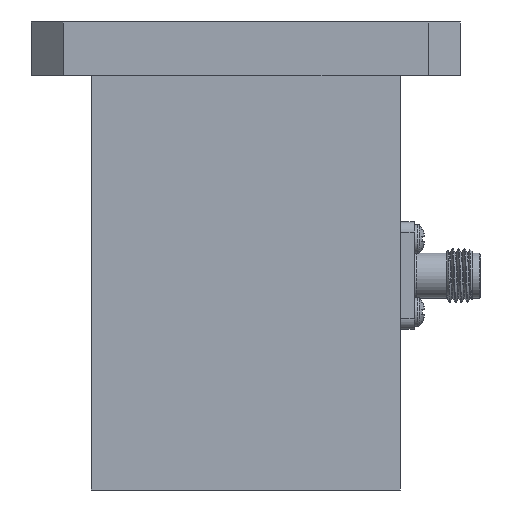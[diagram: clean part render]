
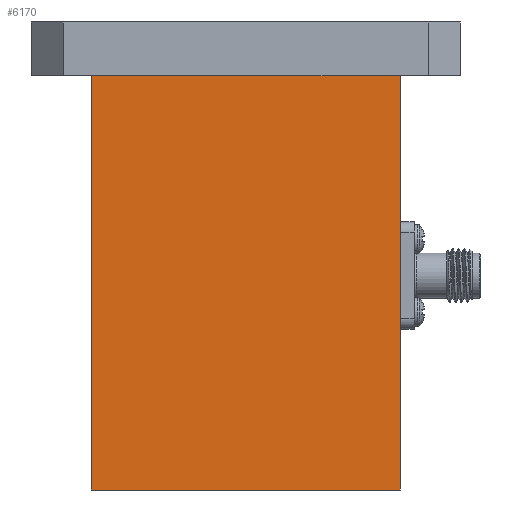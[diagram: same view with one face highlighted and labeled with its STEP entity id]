
A CAD part, left-side view. The second image highlights one B-rep face of the part: STEP entity #6170.
In plain terms, the highlighted planar face has unit normal (-1, 0, 0).
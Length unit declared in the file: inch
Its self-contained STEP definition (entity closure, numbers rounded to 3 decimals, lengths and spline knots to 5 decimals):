
#312 = ORIENTED_EDGE ( 'NONE', *, *, #11376, .T. ) ;
#327 = EDGE_CURVE ( 'NONE', #2155, #11799, #5485, .T. ) ;
#521 = VECTOR ( 'NONE', #3517, 39.37008 ) ;
#1340 = DIRECTION ( 'NONE',  ( 0., 1., 0. ) ) ;
#1613 = AXIS2_PLACEMENT_3D ( 'NONE', #9928, #7122, #6219 ) ;
#1818 = LINE ( 'NONE', #10753, #9797 ) ;
#1939 = FACE_OUTER_BOUND ( 'NONE', #7025, .T. ) ;
#2155 = VERTEX_POINT ( 'NONE', #5044 ) ;
#3064 = CARTESIAN_POINT ( 'NONE',  ( -1.292, -0.71996, -0.25 ) ) ;
#3438 = VECTOR ( 'NONE', #1340, 39.37008 ) ;
#3517 = DIRECTION ( 'NONE',  ( 0., 0., 1. ) ) ;
#3845 = ORIENTED_EDGE ( 'NONE', *, *, #8641, .T. ) ;
#4060 = VERTEX_POINT ( 'NONE', #8924 ) ;
#5044 = CARTESIAN_POINT ( 'NONE',  ( -1.292, -0.71996, -2.18 ) ) ;
#5485 = LINE ( 'NONE', #8121, #12034 ) ;
#5764 = LINE ( 'NONE', #11036, #521 ) ;
#5951 = ORIENTED_EDGE ( 'NONE', *, *, #327, .F. ) ;
#6170 = ADVANCED_FACE ( 'NONE', ( #1939 ), #10826, .F. ) ;
#6219 = DIRECTION ( 'NONE',  ( 0., 0., -1. ) ) ;
#6901 = CARTESIAN_POINT ( 'NONE',  ( -1.292, -0.71996, -0.25 ) ) ;
#7025 = EDGE_LOOP ( 'NONE', ( #5951, #312, #3845, #8334 ) ) ;
#7122 = DIRECTION ( 'NONE',  ( 1., 0., 0. ) ) ;
#7999 = DIRECTION ( 'NONE',  ( 0., 0., 1. ) ) ;
#8121 = CARTESIAN_POINT ( 'NONE',  ( -1.292, -0.71996, -2.18 ) ) ;
#8334 = ORIENTED_EDGE ( 'NONE', *, *, #9029, .F. ) ;
#8641 = EDGE_CURVE ( 'NONE', #10351, #4060, #8960, .T. ) ;
#8924 = CARTESIAN_POINT ( 'NONE',  ( -1.292, 0.71996, -0.25 ) ) ;
#8960 = LINE ( 'NONE', #6901, #3438 ) ;
#9029 = EDGE_CURVE ( 'NONE', #11799, #4060, #5764, .T. ) ;
#9685 = CARTESIAN_POINT ( 'NONE',  ( -1.292, 0.71996, -2.18 ) ) ;
#9797 = VECTOR ( 'NONE', #7999, 39.37008 ) ;
#9928 = CARTESIAN_POINT ( 'NONE',  ( -1.292, -0.71996, -5.13811 ) ) ;
#10351 = VERTEX_POINT ( 'NONE', #3064 ) ;
#10753 = CARTESIAN_POINT ( 'NONE',  ( -1.292, -0.71996, -5.13811 ) ) ;
#10826 = PLANE ( 'NONE',  #1613 ) ;
#11036 = CARTESIAN_POINT ( 'NONE',  ( -1.292, 0.71996, -5.13811 ) ) ;
#11376 = EDGE_CURVE ( 'NONE', #2155, #10351, #1818, .T. ) ;
#11799 = VERTEX_POINT ( 'NONE', #9685 ) ;
#11896 = DIRECTION ( 'NONE',  ( 0., 1., 0. ) ) ;
#12034 = VECTOR ( 'NONE', #11896, 39.37008 ) ;
